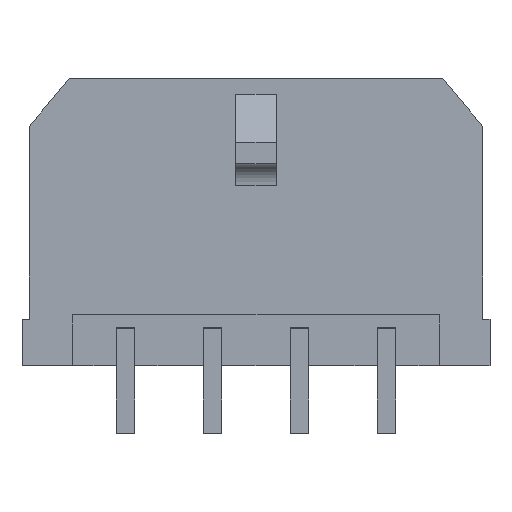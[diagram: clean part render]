
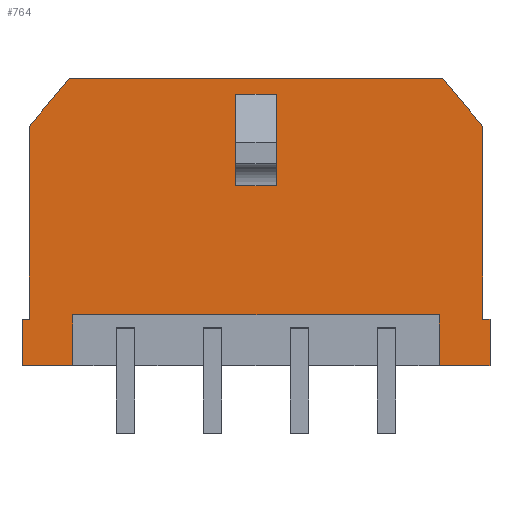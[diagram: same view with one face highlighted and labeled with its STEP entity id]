
A CAD part, top view. The second image highlights one B-rep face of the part: STEP entity #764.
In plain terms, the highlighted planar face has unit normal (0, 0, 1).
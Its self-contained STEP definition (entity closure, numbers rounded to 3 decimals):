
#365 = VERTEX_POINT('',#366);
#366 = CARTESIAN_POINT('',(-3.575,0.67,7.255));
#372 = EDGE_CURVE('',#373,#365,#375,.T.);
#373 = VERTEX_POINT('',#374);
#374 = CARTESIAN_POINT('',(-3.325,0.67,7.255));
#375 = LINE('',#376,#377);
#376 = CARTESIAN_POINT('',(-3.325,0.67,7.255)
  );
#377 = VECTOR('',#378,1.);
#378 = DIRECTION('',(-1.,0.,0.));
#764 = ADVANCED_FACE('',(#765,#870),#904,.T.);
#765 = FACE_BOUND('',#766,.T.);
#766 = EDGE_LOOP('',(#767,#777,#785,#793,#801,#809,#817,#825,#831,#832,
    #840,#848,#856,#864));
#767 = ORIENTED_EDGE('',*,*,#768,.T.);
#768 = EDGE_CURVE('',#769,#771,#773,.T.);
#769 = VERTEX_POINT('',#770);
#770 = CARTESIAN_POINT('',(10.825,-0.93,7.255));
#771 = VERTEX_POINT('',#772);
#772 = CARTESIAN_POINT('',(12.575,-0.93,7.255));
#773 = LINE('',#774,#775);
#774 = CARTESIAN_POINT('',(10.825,-0.93,7.255
    ));
#775 = VECTOR('',#776,1.);
#776 = DIRECTION('',(1.,0.,0.));
#777 = ORIENTED_EDGE('',*,*,#778,.T.);
#778 = EDGE_CURVE('',#771,#779,#781,.T.);
#779 = VERTEX_POINT('',#780);
#780 = CARTESIAN_POINT('',(12.575,0.67,7.255));
#781 = LINE('',#782,#783);
#782 = CARTESIAN_POINT('',(12.575,-0.93,7.255
    ));
#783 = VECTOR('',#784,1.);
#784 = DIRECTION('',(0.,1.,0.));
#785 = ORIENTED_EDGE('',*,*,#786,.T.);
#786 = EDGE_CURVE('',#779,#787,#789,.T.);
#787 = VERTEX_POINT('',#788);
#788 = CARTESIAN_POINT('',(12.325,0.67,7.255));
#789 = LINE('',#790,#791);
#790 = CARTESIAN_POINT('',(12.575,0.67,7.255)
  );
#791 = VECTOR('',#792,1.);
#792 = DIRECTION('',(-1.,0.,0.));
#793 = ORIENTED_EDGE('',*,*,#794,.T.);
#794 = EDGE_CURVE('',#787,#795,#797,.T.);
#795 = VERTEX_POINT('',#796);
#796 = CARTESIAN_POINT('',(12.325,7.33,7.255));
#797 = LINE('',#798,#799);
#798 = CARTESIAN_POINT('',(12.325,0.67,7.255)
  );
#799 = VECTOR('',#800,1.);
#800 = DIRECTION('',(0.,1.,0.));
#801 = ORIENTED_EDGE('',*,*,#802,.F.);
#802 = EDGE_CURVE('',#803,#795,#805,.T.);
#803 = VERTEX_POINT('',#804);
#804 = CARTESIAN_POINT('',(10.94,8.98,7.255
    ));
#805 = LINE('',#806,#807);
#806 = CARTESIAN_POINT('',(10.94,8.98,7.255
    ));
#807 = VECTOR('',#808,1.);
#808 = DIRECTION('',(0.643,-0.766,0.)
  );
#809 = ORIENTED_EDGE('',*,*,#810,.T.);
#810 = EDGE_CURVE('',#803,#811,#813,.T.);
#811 = VERTEX_POINT('',#812);
#812 = CARTESIAN_POINT('',(-1.94,8.98,7.255
    ));
#813 = LINE('',#814,#815);
#814 = CARTESIAN_POINT('',(10.94,8.98,7.255
    ));
#815 = VECTOR('',#816,1.);
#816 = DIRECTION('',(-1.,0.,0.));
#817 = ORIENTED_EDGE('',*,*,#818,.F.);
#818 = EDGE_CURVE('',#819,#811,#821,.T.);
#819 = VERTEX_POINT('',#820);
#820 = CARTESIAN_POINT('',(-3.325,7.33,7.255));
#821 = LINE('',#822,#823);
#822 = CARTESIAN_POINT('',(-3.325,7.33,7.255)
  );
#823 = VECTOR('',#824,1.);
#824 = DIRECTION('',(0.643,0.766,0.)
  );
#825 = ORIENTED_EDGE('',*,*,#826,.F.);
#826 = EDGE_CURVE('',#373,#819,#827,.T.);
#827 = LINE('',#828,#829);
#828 = CARTESIAN_POINT('',(-3.325,0.67,7.255)
  );
#829 = VECTOR('',#830,1.);
#830 = DIRECTION('',(0.,1.,0.));
#831 = ORIENTED_EDGE('',*,*,#372,.T.);
#832 = ORIENTED_EDGE('',*,*,#833,.T.);
#833 = EDGE_CURVE('',#365,#834,#836,.T.);
#834 = VERTEX_POINT('',#835);
#835 = CARTESIAN_POINT('',(-3.575,-0.93,7.255));
#836 = LINE('',#837,#838);
#837 = CARTESIAN_POINT('',(-3.575,0.67,7.255)
  );
#838 = VECTOR('',#839,1.);
#839 = DIRECTION('',(0.,-1.,0.));
#840 = ORIENTED_EDGE('',*,*,#841,.T.);
#841 = EDGE_CURVE('',#834,#842,#844,.T.);
#842 = VERTEX_POINT('',#843);
#843 = CARTESIAN_POINT('',(-1.825,-0.93,7.255));
#844 = LINE('',#845,#846);
#845 = CARTESIAN_POINT('',(-3.575,-0.93,7.255
    ));
#846 = VECTOR('',#847,1.);
#847 = DIRECTION('',(1.,0.,0.));
#848 = ORIENTED_EDGE('',*,*,#849,.T.);
#849 = EDGE_CURVE('',#842,#850,#852,.T.);
#850 = VERTEX_POINT('',#851);
#851 = CARTESIAN_POINT('',(-1.825,0.82,7.255));
#852 = LINE('',#853,#854);
#853 = CARTESIAN_POINT('',(-1.825,-0.93,7.255
    ));
#854 = VECTOR('',#855,1.);
#855 = DIRECTION('',(0.,1.,0.));
#856 = ORIENTED_EDGE('',*,*,#857,.F.);
#857 = EDGE_CURVE('',#858,#850,#860,.T.);
#858 = VERTEX_POINT('',#859);
#859 = CARTESIAN_POINT('',(10.825,0.82,7.255));
#860 = LINE('',#861,#862);
#861 = CARTESIAN_POINT('',(10.825,0.82,7.255)
  );
#862 = VECTOR('',#863,1.);
#863 = DIRECTION('',(-1.,0.,0.));
#864 = ORIENTED_EDGE('',*,*,#865,.F.);
#865 = EDGE_CURVE('',#769,#858,#866,.T.);
#866 = LINE('',#867,#868);
#867 = CARTESIAN_POINT('',(10.825,-0.93,7.255
    ));
#868 = VECTOR('',#869,1.);
#869 = DIRECTION('',(0.,1.,0.));
#870 = FACE_BOUND('',#871,.T.);
#871 = EDGE_LOOP('',(#872,#882,#890,#898));
#872 = ORIENTED_EDGE('',*,*,#873,.T.);
#873 = EDGE_CURVE('',#874,#876,#878,.T.);
#874 = VERTEX_POINT('',#875);
#875 = CARTESIAN_POINT('',(5.2,5.28,7.255));
#876 = VERTEX_POINT('',#877);
#877 = CARTESIAN_POINT('',(3.8,5.28,7.255));
#878 = LINE('',#879,#880);
#879 = CARTESIAN_POINT('',(5.2,5.28,7.255)
  );
#880 = VECTOR('',#881,1.);
#881 = DIRECTION('',(-1.,0.,0.));
#882 = ORIENTED_EDGE('',*,*,#883,.F.);
#883 = EDGE_CURVE('',#884,#876,#886,.T.);
#884 = VERTEX_POINT('',#885);
#885 = CARTESIAN_POINT('',(3.8,8.44,7.255));
#886 = LINE('',#887,#888);
#887 = CARTESIAN_POINT('',(3.8,8.44,7.255)
  );
#888 = VECTOR('',#889,1.);
#889 = DIRECTION('',(0.,-1.,0.));
#890 = ORIENTED_EDGE('',*,*,#891,.F.);
#891 = EDGE_CURVE('',#892,#884,#894,.T.);
#892 = VERTEX_POINT('',#893);
#893 = CARTESIAN_POINT('',(5.2,8.44,7.255));
#894 = LINE('',#895,#896);
#895 = CARTESIAN_POINT('',(5.2,8.44,7.255)
  );
#896 = VECTOR('',#897,1.);
#897 = DIRECTION('',(-1.,0.,0.));
#898 = ORIENTED_EDGE('',*,*,#899,.T.);
#899 = EDGE_CURVE('',#892,#874,#900,.T.);
#900 = LINE('',#901,#902);
#901 = CARTESIAN_POINT('',(5.2,8.44,7.255)
  );
#902 = VECTOR('',#903,1.);
#903 = DIRECTION('',(0.,-1.,0.));
#904 = PLANE('',#905);
#905 = AXIS2_PLACEMENT_3D('',#906,#907,#908);
#906 = CARTESIAN_POINT('',(12.325,-0.93,7.255));
#907 = DIRECTION('',(0.,0.,1.));
#908 = DIRECTION('',(-1.,0.,0.));
